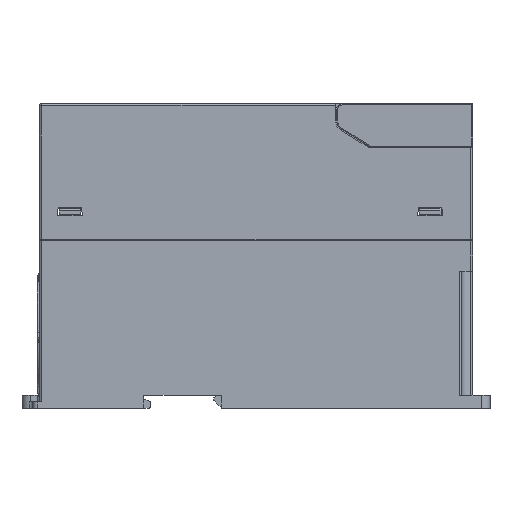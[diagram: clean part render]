
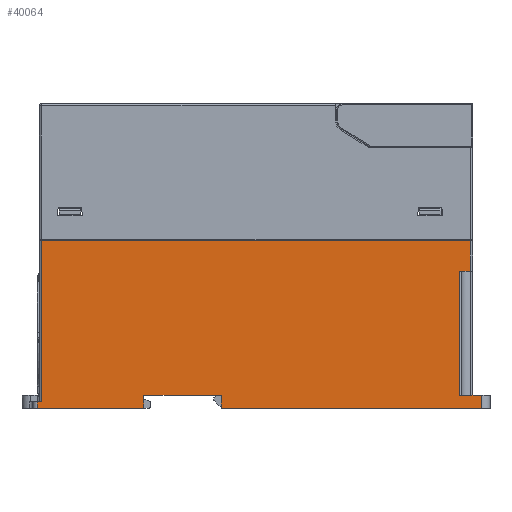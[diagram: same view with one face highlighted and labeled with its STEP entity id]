
A CAD part, left-side view. The second image highlights one B-rep face of the part: STEP entity #40064.
In plain terms, the highlighted planar face has unit normal (-1, 0, 0).
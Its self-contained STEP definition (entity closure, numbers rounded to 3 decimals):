
#16=DIRECTION('',(0.,-1.,0.));
#17=VECTOR('',#16,197.);
#18=CARTESIAN_POINT('',(-60.,102.5,-5.));
#19=LINE('',#18,#17);
#1397=DIRECTION('',(0.,1.,0.));
#1398=VECTOR('',#1397,2.);
#1399=CARTESIAN_POINT('',(-60.,102.5,-79.));
#1400=LINE('',#1399,#1398);
#12004=CARTESIAN_POINT('',(-60.,19.404,-81.5));
#12005=DIRECTION('',(-1.,0.,0.));
#12006=DIRECTION('',(0.,1.,-0.017));
#12007=AXIS2_PLACEMENT_3D('',#12004,#12005,#12006);
#12009=DIRECTION('',(0.,0.017,1.));
#12010=VECTOR('',#12009,5.018);
#12011=CARTESIAN_POINT('',(-60.,19.904,-81.509));
#12012=LINE('',#12011,#12010);
#12013=DIRECTION('',(0.,1.,0.));
#12014=VECTOR('',#12013,34.517);
#12015=CARTESIAN_POINT('',(-60.,20.491,-76.));
#12016=LINE('',#12015,#12014);
#12017=DIRECTION('',(0.,-0.017,1.));
#12018=VECTOR('',#12017,5.018);
#12019=CARTESIAN_POINT('',(-60.,55.596,-81.509));
#12020=LINE('',#12019,#12018);
#12021=CARTESIAN_POINT('',(-60.,56.096,-81.5));
#12022=DIRECTION('',(-1.,0.,0.));
#12023=DIRECTION('',(0.,0.,-1.));
#12024=AXIS2_PLACEMENT_3D('',#12021,#12022,#12023);
#12026=DIRECTION('',(0.,1.,0.));
#12027=VECTOR('',#12026,48.404);
#12028=CARTESIAN_POINT('',(-60.,56.096,-82.));
#12029=LINE('',#12028,#12027);
#12030=DIRECTION('',(0.,0.,1.));
#12031=VECTOR('',#12030,3.);
#12032=CARTESIAN_POINT('',(-60.,104.5,-82.));
#12033=LINE('',#12032,#12031);
#12034=DIRECTION('',(0.,0.,-1.));
#12035=VECTOR('',#12034,74.);
#12036=CARTESIAN_POINT('',(-60.,102.5,-5.));
#12037=LINE('',#12036,#12035);
#12038=DIRECTION('',(0.,0.,-1.));
#12039=VECTOR('',#12038,14.);
#12040=CARTESIAN_POINT('',(-60.,-94.5,-5.));
#12041=LINE('',#12040,#12039);
#12042=DIRECTION('',(0.,0.,1.));
#12043=VECTOR('',#12042,57.);
#12044=CARTESIAN_POINT('',(-60.,-89.5,-76.));
#12045=LINE('',#12044,#12043);
#12046=DIRECTION('',(0.,0.,1.));
#12047=VECTOR('',#12046,6.);
#12048=CARTESIAN_POINT('',(-60.,-99.5,-82.));
#12049=LINE('',#12048,#12047);
#12050=DIRECTION('',(0.,1.,0.));
#12051=VECTOR('',#12050,118.904);
#12052=CARTESIAN_POINT('',(-60.,-99.5,-82.));
#12053=LINE('',#12052,#12051);
#12097=CARTESIAN_POINT('',(-60.,20.491,-76.5));
#12098=DIRECTION('',(1.,0.,0.));
#12099=DIRECTION('',(0.,0.,1.));
#12100=AXIS2_PLACEMENT_3D('',#12097,#12098,#12099);
#17352=CARTESIAN_POINT('',(-60.,55.009,-76.5));
#17353=DIRECTION('',(1.,0.,0.));
#17354=DIRECTION('',(0.,1.,0.017));
#17355=AXIS2_PLACEMENT_3D('',#17352,#17353,#17354);
#17477=DIRECTION('',(0.,1.,0.));
#17478=VECTOR('',#17477,10.);
#17479=CARTESIAN_POINT('',(-60.,-99.5,-76.));
#17480=LINE('',#17479,#17478);
#17643=DIRECTION('',(0.,-1.,0.));
#17644=VECTOR('',#17643,5.);
#17645=CARTESIAN_POINT('',(-60.,-89.5,-19.));
#17646=LINE('',#17645,#17644);
#21932=CARTESIAN_POINT('',(-60.,-89.5,-19.));
#21933=VERTEX_POINT('',#21932);
#21942=CARTESIAN_POINT('',(-60.,-89.5,-76.));
#21943=VERTEX_POINT('',#21942);
#21952=CARTESIAN_POINT('',(-60.,-99.5,-76.));
#21954=VERTEX_POINT('',#21952);
#21958=CARTESIAN_POINT('',(-60.,-99.5,-82.));
#21959=VERTEX_POINT('',#21958);
#22027=CARTESIAN_POINT('',(-60.,104.5,-79.));
#22029=VERTEX_POINT('',#22027);
#22030=CARTESIAN_POINT('',(-60.,104.5,-82.));
#22031=VERTEX_POINT('',#22030);
#22110=CARTESIAN_POINT('',(-60.,102.5,-5.));
#22111=VERTEX_POINT('',#22110);
#22112=CARTESIAN_POINT('',(-60.,102.5,-79.));
#22113=VERTEX_POINT('',#22112);
#22115=CARTESIAN_POINT('',(-60.,-94.5,-19.));
#22117=VERTEX_POINT('',#22115);
#22118=CARTESIAN_POINT('',(-60.,-94.5,-5.));
#22119=VERTEX_POINT('',#22118);
#25243=CARTESIAN_POINT('',(-60.,19.991,-76.491));
#25245=VERTEX_POINT('',#25243);
#25247=CARTESIAN_POINT('',(-60.,20.491,-76.));
#25249=VERTEX_POINT('',#25247);
#25250=CARTESIAN_POINT('',(-60.,55.509,-76.491));
#25252=VERTEX_POINT('',#25250);
#25254=CARTESIAN_POINT('',(-60.,55.009,-76.));
#25256=VERTEX_POINT('',#25254);
#25278=CARTESIAN_POINT('',(-60.,19.904,-81.509));
#25279=VERTEX_POINT('',#25278);
#25280=CARTESIAN_POINT('',(-60.,19.404,-82.));
#25281=VERTEX_POINT('',#25280);
#25290=CARTESIAN_POINT('',(-60.,56.096,-82.));
#25291=CARTESIAN_POINT('',(-60.,55.596,-81.509));
#25292=VERTEX_POINT('',#25290);
#25293=VERTEX_POINT('',#25291);
#40029=CARTESIAN_POINT('',(-60.,103.5,-5.));
#40030=DIRECTION('',(-1.,0.,0.));
#40031=DIRECTION('',(0.,-1.,0.));
#40032=AXIS2_PLACEMENT_3D('',#40029,#40030,#40031);
#40033=PLANE('',#40032);
#40034=ORIENTED_EDGE('',*,*,#29071,.F.);
#40036=ORIENTED_EDGE('',*,*,#40035,.T.);
#40038=ORIENTED_EDGE('',*,*,#40037,.F.);
#40039=ORIENTED_EDGE('',*,*,#28496,.T.);
#40041=ORIENTED_EDGE('',*,*,#40040,.F.);
#40042=ORIENTED_EDGE('',*,*,#28544,.F.);
#40043=ORIENTED_EDGE('',*,*,#40021,.F.);
#40044=ORIENTED_EDGE('',*,*,#28979,.T.);
#40046=ORIENTED_EDGE('',*,*,#40045,.T.);
#40047=ORIENTED_EDGE('',*,*,#28386,.F.);
#40049=ORIENTED_EDGE('',*,*,#40048,.F.);
#40050=ORIENTED_EDGE('',*,*,#27573,.T.);
#40052=ORIENTED_EDGE('',*,*,#40051,.T.);
#40054=ORIENTED_EDGE('',*,*,#40053,.F.);
#40056=ORIENTED_EDGE('',*,*,#40055,.F.);
#40058=ORIENTED_EDGE('',*,*,#40057,.F.);
#40060=ORIENTED_EDGE('',*,*,#40059,.F.);
#40061=ORIENTED_EDGE('',*,*,#28592,.T.);
#40062=EDGE_LOOP('',(#40034,#40036,#40038,#40039,#40041,#40042,#40043,#40044,
#40046,#40047,#40049,#40050,#40052,#40054,#40056,#40058,#40060,#40061));
#40063=FACE_OUTER_BOUND('',#40062,.F.);
#12008=CIRCLE('',#12007,0.5);
#12025=CIRCLE('',#12024,0.5);
#12101=CIRCLE('',#12100,0.5);
#17356=CIRCLE('',#17355,0.5);
#27573=EDGE_CURVE('',#22111,#22119,#19,.T.);
#28386=EDGE_CURVE('',#22113,#22029,#1400,.T.);
#28496=EDGE_CURVE('',#25249,#25256,#12016,.T.);
#28544=EDGE_CURVE('',#25293,#25252,#12020,.T.);
#28592=EDGE_CURVE('',#21959,#25281,#12053,.T.);
#28979=EDGE_CURVE('',#25292,#22031,#12029,.T.);
#29071=EDGE_CURVE('',#25279,#25281,#12008,.T.);
#40021=EDGE_CURVE('',#25292,#25293,#12025,.T.);
#40035=EDGE_CURVE('',#25279,#25245,#12012,.T.);
#40037=EDGE_CURVE('',#25249,#25245,#12101,.T.);
#40040=EDGE_CURVE('',#25252,#25256,#17356,.T.);
#40045=EDGE_CURVE('',#22031,#22029,#12033,.T.);
#40048=EDGE_CURVE('',#22111,#22113,#12037,.T.);
#40051=EDGE_CURVE('',#22119,#22117,#12041,.T.);
#40053=EDGE_CURVE('',#21933,#22117,#17646,.T.);
#40055=EDGE_CURVE('',#21943,#21933,#12045,.T.);
#40057=EDGE_CURVE('',#21954,#21943,#17480,.T.);
#40059=EDGE_CURVE('',#21959,#21954,#12049,.T.);
#40064=ADVANCED_FACE('',(#40063),#40033,.T.);
